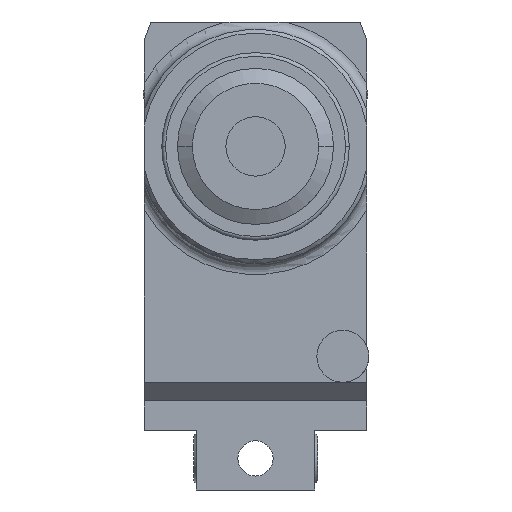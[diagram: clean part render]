
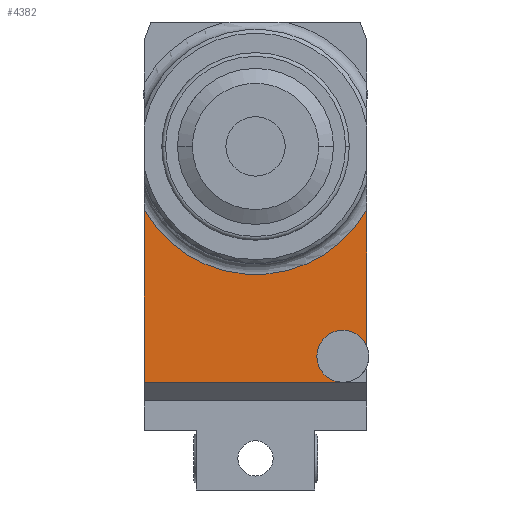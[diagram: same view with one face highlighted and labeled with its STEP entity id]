
A CAD part, left-side view. The second image highlights one B-rep face of the part: STEP entity #4382.
In plain terms, the highlighted planar face has unit normal (-1, 0, 0).
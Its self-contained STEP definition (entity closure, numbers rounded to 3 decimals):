
#103=DIRECTION('',(0.,0.,-1.));
#104=VECTOR('',#103,36.865);
#105=CARTESIAN_POINT('',(-85.5,-30.,18.963));
#106=LINE('',#105,#104);
#129=CARTESIAN_POINT('',(-85.5,-30.,18.963));
#347=CARTESIAN_POINT('',(-85.5,-23.5,-20.5));
#348=DIRECTION('',(1.,0.,0.));
#349=DIRECTION('',(0.,0.,-1.));
#350=AXIS2_PLACEMENT_3D('',#347,#348,#349);
#352=DIRECTION('',(0.,1.,0.));
#353=VECTOR('',#352,53.5);
#354=CARTESIAN_POINT('',(-85.5,-23.5,-27.5));
#355=LINE('',#354,#353);
#356=CARTESIAN_POINT('',(-85.5,-23.5,-20.5));
#357=DIRECTION('',(1.,0.,0.));
#358=DIRECTION('',(0.,0.,1.));
#359=AXIS2_PLACEMENT_3D('',#356,#357,#358);
#637=CARTESIAN_POINT('',(-85.5,30.,18.963));
#661=DIRECTION('',(0.,0.,1.));
#662=VECTOR('',#661,46.463);
#663=CARTESIAN_POINT('',(-85.5,30.,-27.5));
#664=LINE('',#663,#662);
#1146=CARTESIAN_POINT('',(-85.5,0.,36.));
#1147=DIRECTION('',(1.,0.,0.));
#1148=DIRECTION('',(0.,-0.87,-0.494));
#1149=AXIS2_PLACEMENT_3D('',#1146,#1147,#1148);
#3748=VERTEX_POINT('',#129);
#3749=VERTEX_POINT('',#637);
#3776=CARTESIAN_POINT('',(-85.5,30.,-27.5));
#3778=VERTEX_POINT('',#3776);
#3968=CARTESIAN_POINT('',(-85.5,-30.,-17.902));
#3970=VERTEX_POINT('',#3968);
#3971=CARTESIAN_POINT('',(-85.5,-23.5,-27.5));
#3972=CARTESIAN_POINT('',(-85.5,-23.5,-13.5));
#3973=VERTEX_POINT('',#3971);
#3974=VERTEX_POINT('',#3972);
#4364=CARTESIAN_POINT('',(-85.5,0.,36.));
#4365=DIRECTION('',(1.,0.,0.));
#4366=DIRECTION('',(0.,0.,-1.));
#4367=AXIS2_PLACEMENT_3D('',#4364,#4365,#4366);
#4368=PLANE('',#4367);
#4370=ORIENTED_EDGE('',*,*,#4369,.F.);
#4372=ORIENTED_EDGE('',*,*,#4371,.T.);
#4374=ORIENTED_EDGE('',*,*,#4373,.T.);
#4376=ORIENTED_EDGE('',*,*,#4375,.F.);
#4377=ORIENTED_EDGE('',*,*,#4245,.T.);
#4379=ORIENTED_EDGE('',*,*,#4378,.F.);
#4380=EDGE_LOOP('',(#4370,#4372,#4374,#4376,#4377,#4379));
#4381=FACE_OUTER_BOUND('',#4380,.F.);
#4382=ADVANCED_FACE('',(#4381),#4368,.F.);
#351=CIRCLE('',#350,7.);
#360=CIRCLE('',#359,7.);
#1150=CIRCLE('',#1149,34.5);
#4245=EDGE_CURVE('',#3748,#3970,#106,.T.);
#4369=EDGE_CURVE('',#3973,#3974,#351,.T.);
#4371=EDGE_CURVE('',#3973,#3778,#355,.T.);
#4373=EDGE_CURVE('',#3778,#3749,#664,.T.);
#4375=EDGE_CURVE('',#3748,#3749,#1150,.T.);
#4378=EDGE_CURVE('',#3974,#3970,#360,.T.);
